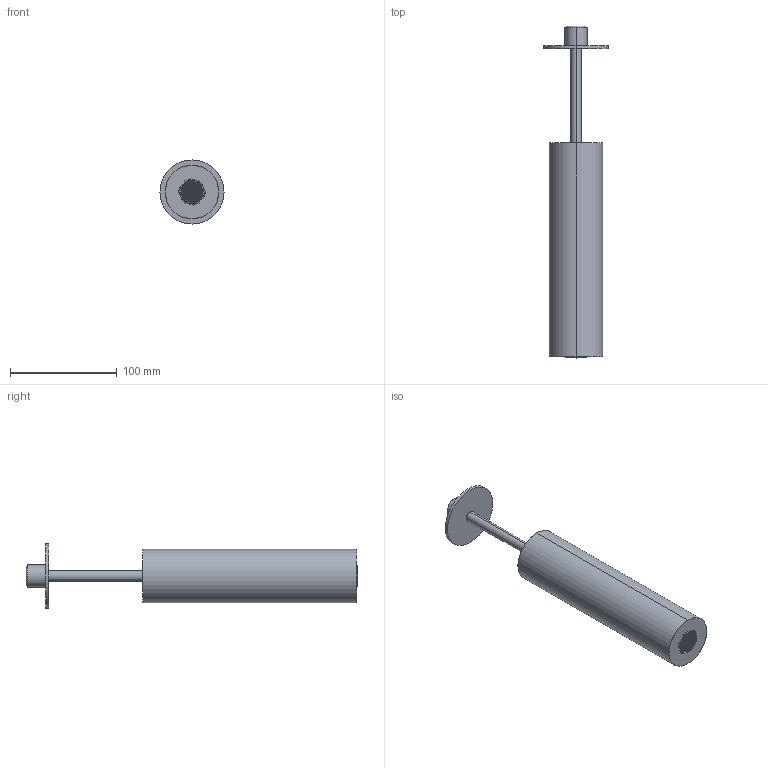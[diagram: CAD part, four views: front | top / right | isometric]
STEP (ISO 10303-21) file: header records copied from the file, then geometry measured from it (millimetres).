
FILE_DESCRIPTION (( 'STEP AP203' ), '1' );
FILE_NAME ('99HP09309.STEP', '2024-02-06T10:36:47', ( '' ), ( '' ), 'SwSTEP 2.0', 'SolidWorks 2021', '' );
FILE_SCHEMA (( 'CONFIG_CONTROL_DESIGN' ));
Length unit declared in the file: millimetre
Products named in the file (1): 99HP09309
Bounding box: 60 x 310.55 x 60 mm (x, y, z)
Volume: 400952.7 mm3; surface area: 58156.6 mm2
Topology: 3 solids, 3 shells, 984 faces, 2283 edges, 1406 vertices
Faces by surface type: cylinder 431, torus 408, plane 133, cone 12
Entity records: 29710 total; most frequent: CARTESIAN_POINT 6140, DIRECTION 5703, ORIENTED_EDGE 4566, AXIS2_PLACEMENT_3D 2605, EDGE_CURVE 2283, CIRCLE 1620, VERTEX_POINT 1406, EDGE_LOOP 1089
